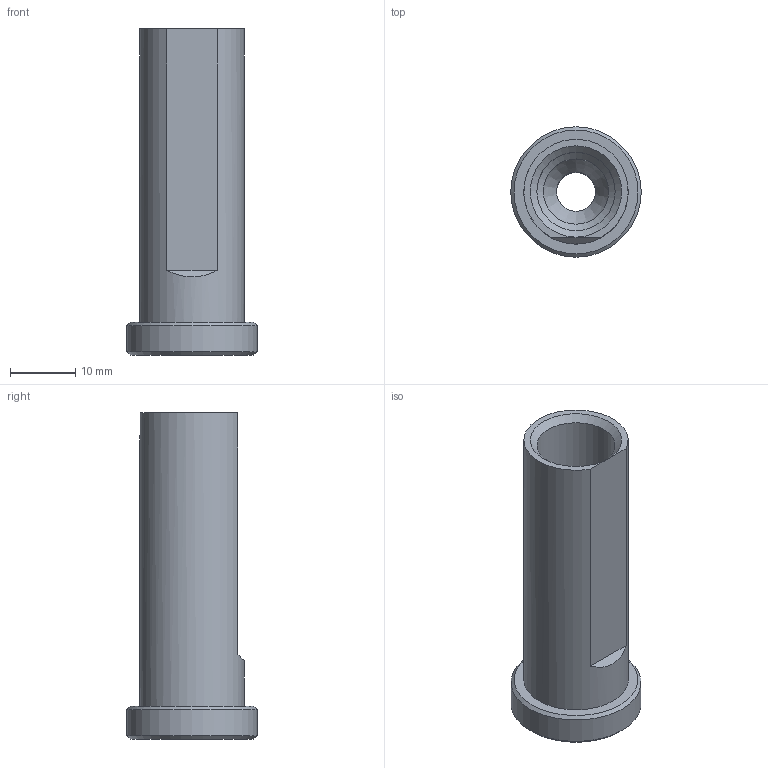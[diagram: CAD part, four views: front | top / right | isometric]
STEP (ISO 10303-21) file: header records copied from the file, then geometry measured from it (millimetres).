
FILE_DESCRIPTION(/* description */ (''),/* implementation_level */ '2;1');
FILE_NAME(/* name */ '1574159256603.stp',/* time_stamp */ '2019-11-19T15:57:54+05:00',/* author */ (''),/* organization */ ('SMS'),/* preprocessor_version */ 'ST-DEVELOPER v16.7',/* originating_system */ 'SIEMENS PLM Software NX 12.0',/* authorisation */ '');
FILE_SCHEMA (('AUTOMOTIVE_DESIGN { 1 0 10303 214 3 1 1 1 }'));
Length unit declared in the file: millimetre
Products named in the file (1): 201993390mod000_00
Bounding box: 20 x 20 x 50 mm (x, y, z)
Volume: 7776.9 mm3; surface area: 4235.6 mm2
Topology: 1 solids, 1 shells, 15 faces, 30 edges, 20 vertices
Faces by surface type: cylinder 5, plane 5, cone 5
Full cylindrical faces by diameter (mm): 6 x1, 10 x1, 12 x1, 16 x1, 20 x1
Entity records: 400 total; most frequent: DIRECTION 71, CARTESIAN_POINT 57, ORIENTED_EDGE 38, AXIS2_PLACEMENT_3D 33, EDGE_LOOP 27, FACE_BOUND 24, EDGE_CURVE 19, VERTEX_POINT 16
